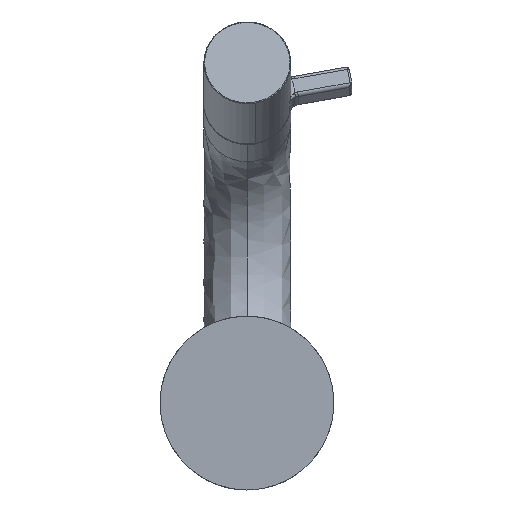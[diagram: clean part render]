
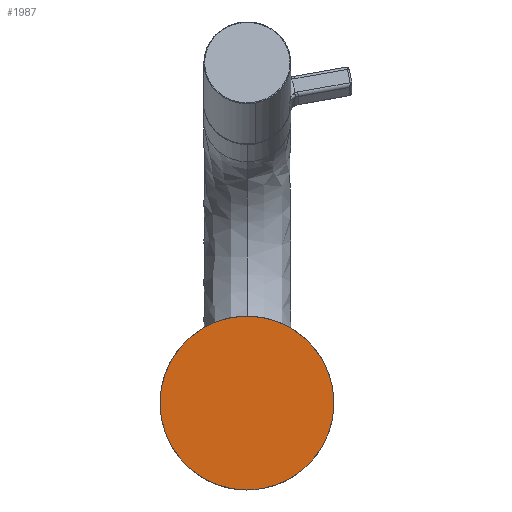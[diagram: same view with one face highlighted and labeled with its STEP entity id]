
A CAD part, front view. The second image highlights one B-rep face of the part: STEP entity #1987.
In plain terms, the highlighted planar face has unit normal (0, -1, 0).
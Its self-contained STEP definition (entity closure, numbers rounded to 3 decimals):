
#234 = DIRECTION ( 'NONE',  ( 0., 1., 0. ) ) ;
#315 = VERTEX_POINT ( 'NONE', #1543 ) ;
#332 = CARTESIAN_POINT ( 'NONE',  ( -24., 0., 0. ) ) ;
#438 = EDGE_LOOP ( 'NONE', ( #2123, #1448 ) ) ;
#445 = EDGE_CURVE ( 'NONE', #782, #315, #720, .T. ) ;
#553 = CARTESIAN_POINT ( 'NONE',  ( 0., 0., 0. ) ) ;
#578 = PLANE ( 'NONE',  #1591 ) ;
#632 = CARTESIAN_POINT ( 'NONE',  ( 0., 0., 0. ) ) ;
#652 = AXIS2_PLACEMENT_3D ( 'NONE', #553, #1353, #1131 ) ;
#720 = CIRCLE ( 'NONE', #1267, 24. ) ;
#782 = VERTEX_POINT ( 'NONE', #332 ) ;
#983 = DIRECTION ( 'NONE',  ( 1., 0., 0. ) ) ;
#1131 = DIRECTION ( 'NONE',  ( 1., 0., 0. ) ) ;
#1267 = AXIS2_PLACEMENT_3D ( 'NONE', #632, #234, #1612 ) ;
#1353 = DIRECTION ( 'NONE',  ( 0., 1., 0. ) ) ;
#1361 = DIRECTION ( 'NONE',  ( 0., -1., 0. ) ) ;
#1382 = EDGE_CURVE ( 'NONE', #315, #782, #1817, .T. ) ;
#1448 = ORIENTED_EDGE ( 'NONE', *, *, #445, .F. ) ;
#1543 = CARTESIAN_POINT ( 'NONE',  ( 24., 0., 0. ) ) ;
#1591 = AXIS2_PLACEMENT_3D ( 'NONE', #2119, #1361, #983 ) ;
#1612 = DIRECTION ( 'NONE',  ( 1., 0., 0. ) ) ;
#1817 = CIRCLE ( 'NONE', #652, 24. ) ;
#1987 = ADVANCED_FACE ( 'NONE', ( #2485 ), #578, .T. ) ;
#2119 = CARTESIAN_POINT ( 'NONE',  ( -21., 0., 0. ) ) ;
#2123 = ORIENTED_EDGE ( 'NONE', *, *, #1382, .F. ) ;
#2485 = FACE_OUTER_BOUND ( 'NONE', #438, .T. ) ;
